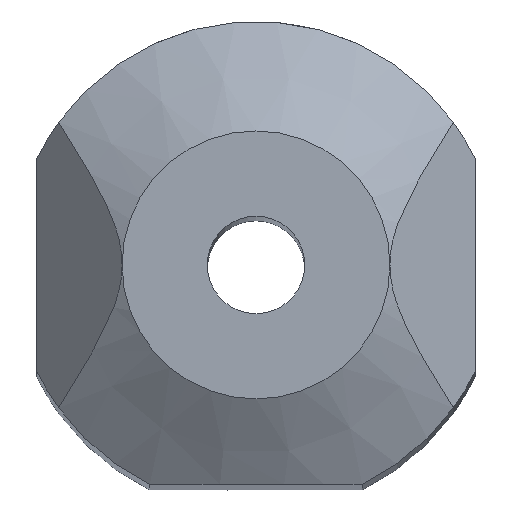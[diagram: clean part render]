
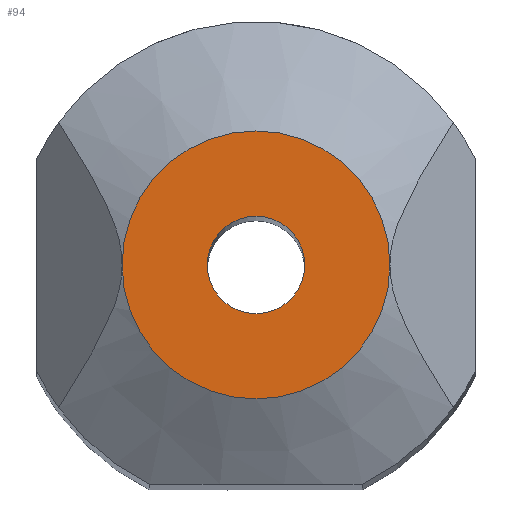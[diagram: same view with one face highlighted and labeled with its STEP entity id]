
A CAD part, top view. The second image highlights one B-rep face of the part: STEP entity #94.
In plain terms, the highlighted planar face has unit normal (0, 0, 1).
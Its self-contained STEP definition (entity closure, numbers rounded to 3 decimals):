
#35=PLANE('',#548);
#76=FACE_BOUND('',#143,.T.);
#77=FACE_BOUND('',#144,.T.);
#94=ADVANCED_FACE('',(#76,#77),#35,.F.);
#143=EDGE_LOOP('',(#243,#244));
#144=EDGE_LOOP('',(#245,#246));
#165=CIRCLE('',#528,2.);
#166=CIRCLE('',#529,2.);
#169=CIRCLE('',#533,5.5);
#170=CIRCLE('',#535,5.5);
#243=ORIENTED_EDGE('',*,*,#362,.F.);
#244=ORIENTED_EDGE('',*,*,#364,.F.);
#245=ORIENTED_EDGE('',*,*,#374,.T.);
#246=ORIENTED_EDGE('',*,*,#372,.T.);
#312=VERTEX_POINT('',#708);
#313=VERTEX_POINT('',#710);
#318=VERTEX_POINT('',#726);
#322=VERTEX_POINT('',#744);
#362=EDGE_CURVE('',#312,#313,#165,.T.);
#364=EDGE_CURVE('',#313,#312,#166,.T.);
#372=EDGE_CURVE('',#318,#322,#169,.T.);
#374=EDGE_CURVE('',#322,#318,#170,.T.);
#528=AXIS2_PLACEMENT_3D('',#709,#590,#591);
#529=AXIS2_PLACEMENT_3D('',#713,#593,#594);
#533=AXIS2_PLACEMENT_3D('',#745,#603,#604);
#535=AXIS2_PLACEMENT_3D('',#754,#607,#608);
#548=AXIS2_PLACEMENT_3D('',#872,#641,#642);
#590=DIRECTION('',(0.,0.,1.));
#591=DIRECTION('',(1.,0.,0.));
#593=DIRECTION('',(0.,0.,1.));
#594=DIRECTION('',(1.,0.,0.));
#603=DIRECTION('',(0.,0.,1.));
#604=DIRECTION('',(1.,0.,0.));
#607=DIRECTION('',(0.,0.,1.));
#608=DIRECTION('',(1.,0.,0.));
#641=DIRECTION('',(0.,0.,-1.));
#642=DIRECTION('',(1.,0.,0.));
#708=CARTESIAN_POINT('',(2.,0.,0.));
#709=CARTESIAN_POINT('',(0.,0.,0.));
#710=CARTESIAN_POINT('',(-2.,0.,0.));
#713=CARTESIAN_POINT('',(0.,0.,0.));
#726=CARTESIAN_POINT('',(-5.5,0.,0.));
#744=CARTESIAN_POINT('',(5.5,0.,0.));
#745=CARTESIAN_POINT('',(0.,0.,0.));
#754=CARTESIAN_POINT('',(0.,0.,0.));
#872=CARTESIAN_POINT('',(0.,0.,0.));
